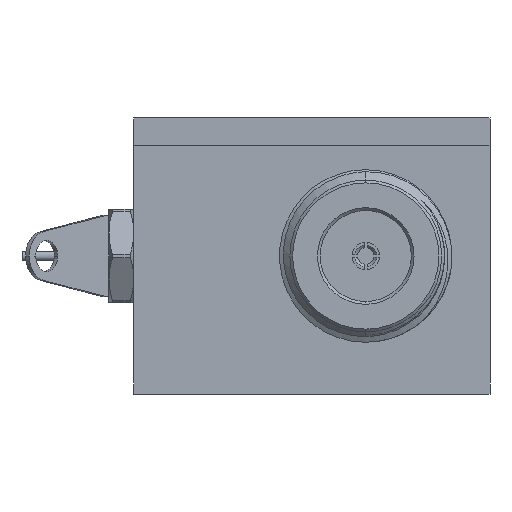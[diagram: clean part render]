
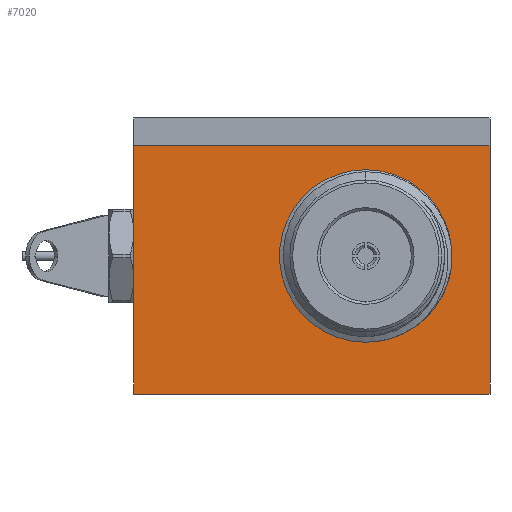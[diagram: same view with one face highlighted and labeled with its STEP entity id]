
A CAD part, left-side view. The second image highlights one B-rep face of the part: STEP entity #7020.
In plain terms, the highlighted planar face has unit normal (-1, 0, 0).
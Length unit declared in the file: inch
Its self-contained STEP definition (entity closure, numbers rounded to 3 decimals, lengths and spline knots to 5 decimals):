
#5 = LINE ( 'NONE', #28269, #19117 ) ;
#101 = CARTESIAN_POINT ( 'NONE',  ( -0.4225, -0.645, 0.5 ) ) ;
#1347 = CARTESIAN_POINT ( 'NONE',  ( -0.4225, -0.645, 0.4 ) ) ;
#1594 = DIRECTION ( 'NONE',  ( 0., 0., 1. ) ) ;
#3105 = EDGE_CURVE ( 'NONE', #18625, #17384, #5, .T. ) ;
#3768 = CARTESIAN_POINT ( 'NONE',  ( -0.4225, -0.195, 0.13 ) ) ;
#3816 = LINE ( 'NONE', #20254, #4257 ) ;
#4257 = VECTOR ( 'NONE', #12835, 39.37008 ) ;
#4410 = VERTEX_POINT ( 'NONE', #9430 ) ;
#4820 = CIRCLE ( 'NONE', #31613, 0.13 ) ;
#5035 = ORIENTED_EDGE ( 'NONE', *, *, #24437, .F. ) ;
#5101 = DIRECTION ( 'NONE',  ( 0., 0., -1. ) ) ;
#7020 = ADVANCED_FACE ( 'NONE', ( #29237, #25390 ), #27463, .F. ) ;
#7377 = DIRECTION ( 'NONE',  ( -1., 0., 0. ) ) ;
#8172 = CARTESIAN_POINT ( 'NONE',  ( -0.4225, -0.645, -0.5 ) ) ;
#8300 = DIRECTION ( 'NONE',  ( 1., 0., 0. ) ) ;
#9430 = CARTESIAN_POINT ( 'NONE',  ( -0.4225, -0.195, -0.13 ) ) ;
#9603 = VERTEX_POINT ( 'NONE', #34066 ) ;
#9955 = CARTESIAN_POINT ( 'NONE',  ( -0.4225, -0.195, 0. ) ) ;
#11164 = CARTESIAN_POINT ( 'NONE',  ( -0.4225, -0.645, 0.5 ) ) ;
#12835 = DIRECTION ( 'NONE',  ( 0., -1., 0. ) ) ;
#14286 = LINE ( 'NONE', #24255, #15144 ) ;
#15144 = VECTOR ( 'NONE', #5101, 39.37008 ) ;
#15564 = CIRCLE ( 'NONE', #24929, 0.13 ) ;
#15937 = LINE ( 'NONE', #101, #26158 ) ;
#17384 = VERTEX_POINT ( 'NONE', #1347 ) ;
#18119 = CARTESIAN_POINT ( 'NONE',  ( -0.4225, 0.645, 0.4 ) ) ;
#18141 = DIRECTION ( 'NONE',  ( -1., 0., 0. ) ) ;
#18407 = DIRECTION ( 'NONE',  ( 0., 0., 1. ) ) ;
#18625 = VERTEX_POINT ( 'NONE', #18119 ) ;
#18775 = DIRECTION ( 'NONE',  ( 0., 0., -1. ) ) ;
#19071 = EDGE_CURVE ( 'NONE', #9603, #21254, #3816, .T. ) ;
#19117 = VECTOR ( 'NONE', #33804, 39.37008 ) ;
#19265 = EDGE_LOOP ( 'NONE', ( #22824, #31586 ) ) ;
#20254 = CARTESIAN_POINT ( 'NONE',  ( -0.4225, -0.645, -0.5 ) ) ;
#21082 = ORIENTED_EDGE ( 'NONE', *, *, #3105, .F. ) ;
#21254 = VERTEX_POINT ( 'NONE', #8172 ) ;
#22824 = ORIENTED_EDGE ( 'NONE', *, *, #26344, .F. ) ;
#22880 = ORIENTED_EDGE ( 'NONE', *, *, #19071, .T. ) ;
#22930 = EDGE_CURVE ( 'NONE', #18625, #9603, #14286, .T. ) ;
#23235 = EDGE_CURVE ( 'NONE', #4410, #26678, #15564, .T. ) ;
#23402 = CARTESIAN_POINT ( 'NONE',  ( -0.4225, -0.195, 0. ) ) ;
#23736 = AXIS2_PLACEMENT_3D ( 'NONE', #11164, #8300, #27347 ) ;
#24255 = CARTESIAN_POINT ( 'NONE',  ( -0.4225, 0.645, 0.5 ) ) ;
#24437 = EDGE_CURVE ( 'NONE', #17384, #21254, #15937, .T. ) ;
#24929 = AXIS2_PLACEMENT_3D ( 'NONE', #23402, #18141, #1594 ) ;
#25390 = FACE_OUTER_BOUND ( 'NONE', #31140, .T. ) ;
#26158 = VECTOR ( 'NONE', #18775, 39.37008 ) ;
#26344 = EDGE_CURVE ( 'NONE', #26678, #4410, #4820, .T. ) ;
#26678 = VERTEX_POINT ( 'NONE', #3768 ) ;
#27347 = DIRECTION ( 'NONE',  ( 0., 0., -1. ) ) ;
#27463 = PLANE ( 'NONE',  #23736 ) ;
#28269 = CARTESIAN_POINT ( 'NONE',  ( -0.4225, -0.645, 0.4 ) ) ;
#29237 = FACE_BOUND ( 'NONE', #19265, .T. ) ;
#31140 = EDGE_LOOP ( 'NONE', ( #21082, #33736, #22880, #5035 ) ) ;
#31586 = ORIENTED_EDGE ( 'NONE', *, *, #23235, .F. ) ;
#31613 = AXIS2_PLACEMENT_3D ( 'NONE', #9955, #7377, #18407 ) ;
#33736 = ORIENTED_EDGE ( 'NONE', *, *, #22930, .T. ) ;
#33804 = DIRECTION ( 'NONE',  ( 0., -1., 0. ) ) ;
#34066 = CARTESIAN_POINT ( 'NONE',  ( -0.4225, 0.645, -0.5 ) ) ;
